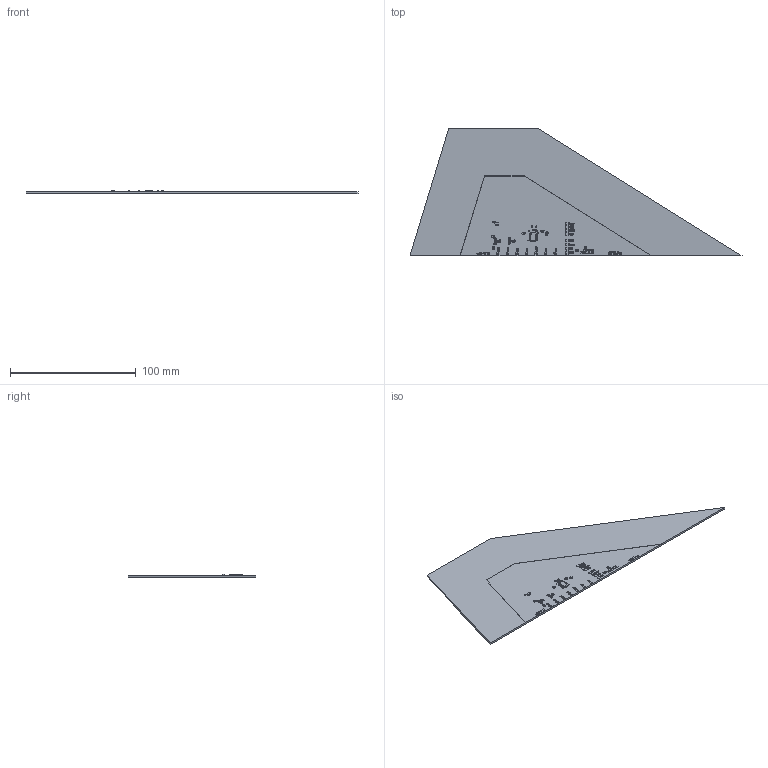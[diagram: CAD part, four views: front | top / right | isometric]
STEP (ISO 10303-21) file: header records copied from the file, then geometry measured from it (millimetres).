
FILE_DESCRIPTION(('KiCad electronic assembly'),'2;1');
FILE_NAME('SGTC_Center.step','2025-09-27T21:52:45',('Pcbnew'),('Kicad'), 'Open CASCADE STEP processor 7.6','KiCad to STEP converter','Unknown' );
FILE_SCHEMA(('AUTOMOTIVE_DESIGN { 1 0 10303 214 1 1 1 1 }'));
Length unit declared in the file: millimetre
Products named in the file (14): SGTC_Center 1; C_0603_1608Metric; R_0603_1608Metric; PW0020A; BODY-TSSOP; LEAD-TSSOP; PIN1; DBZ0003A; BODY-SOT; LEAD-SOT; PIN1-ID; TIEBAR; SGTC_Center_silkscreen; SGTC_Center_PCB
Assembly tree (47 placements, depth 3):
  SGTC_Center 1
    C_0603_1608Metric  x6
    R_0603_1608Metric  x9
    PW0020A
      BODY-TSSOP
      LEAD-TSSOP  x20
      PIN1
    DBZ0003A
      BODY-SOT
      LEAD-SOT  x3
      PIN1-ID
      TIEBAR
    SGTC_Center_silkscreen
    SGTC_Center_PCB
Bounding box: 264.05 x 101.62 x 2.73 mm (x, y, z)
Volume: 25718.1 mm3; surface area: 35323 mm2
Topology: 42 solids, 199 shells, 977 faces, 4240 edges, 3517 vertices
Faces by surface type: plane 693, cylinder 276, sphere 8
Full cylindrical faces by diameter (mm): 1 x18
Entity records: 26873 total; most frequent: CARTESIAN_POINT 5495, DIRECTION 4138, ORIENTED_EDGE 3017, EDGE_CURVE 2580, VERTEX_POINT 2421, LINE 1740, VECTOR 1740, AXIS2_PLACEMENT_3D 1199
